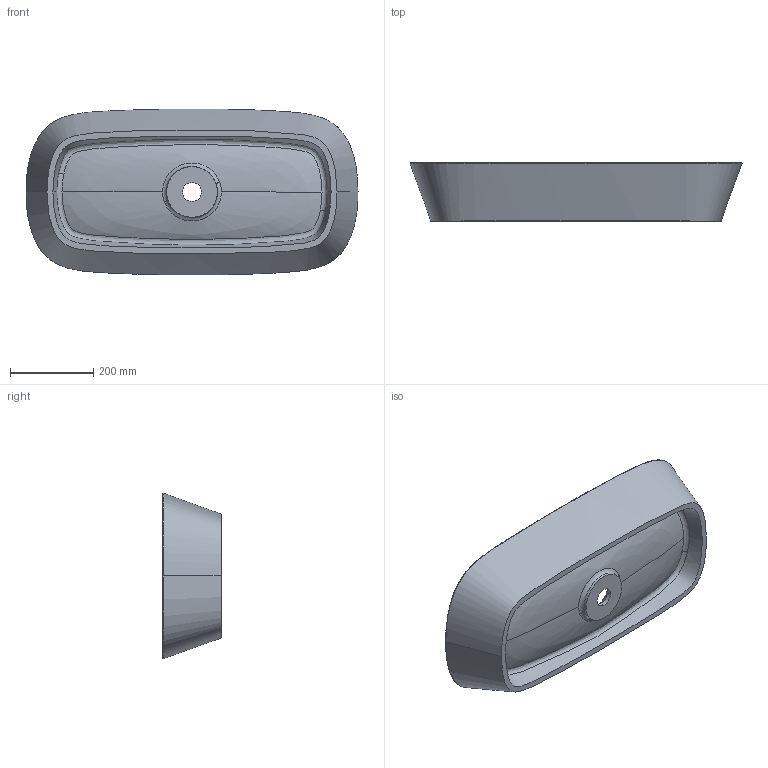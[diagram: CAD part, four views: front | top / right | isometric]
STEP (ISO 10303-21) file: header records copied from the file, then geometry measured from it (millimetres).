
FILE_DESCRIPTION (( 'STEP AP214' ), '1' );
FILE_NAME ('Lite.STEP', '2019-05-29T06:45:40', ( '' ), ( '' ), 'SwSTEP 2.0', 'SolidWorks 2018', '' );
FILE_SCHEMA (( 'AUTOMOTIVE_DESIGN' ));
Length unit declared in the file: millimetre
Products named in the file (2): Lite
Bounding box: 799.14 x 140 x 399.03 mm (x, y, z)
Volume: 9011742.2 mm3; surface area: 909105.8 mm2
Topology: 1 solids, 1 shells, 26 faces, 64 edges, 42 vertices
Faces by surface type: bspline 16, cone 4, plane 4, cylinder 2
Entity records: 16177 total; most frequent: CARTESIAN_POINT 15624, ORIENTED_EDGE 128, DIRECTION 66, EDGE_CURVE 64, VERTEX_POINT 42, B_SPLINE_CURVE_WITH_KNOTS 40, EDGE_LOOP 30, AXIS2_PLACEMENT_3D 30
